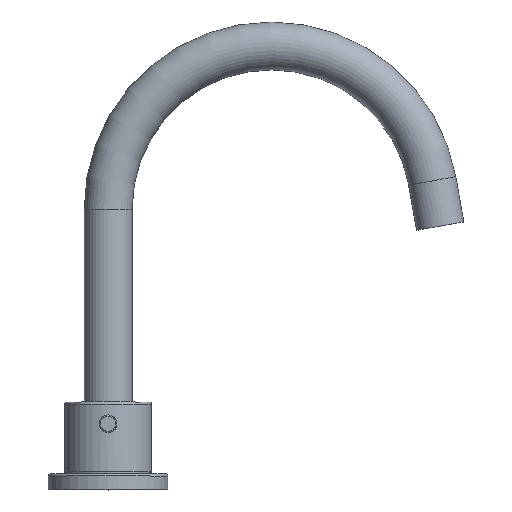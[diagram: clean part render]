
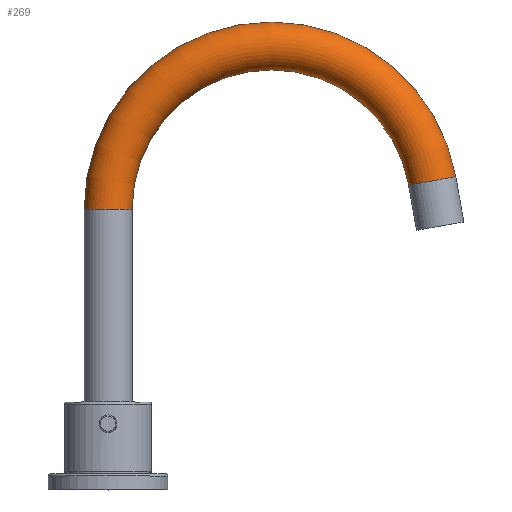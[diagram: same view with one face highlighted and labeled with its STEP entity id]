
A CAD part, top view. The second image highlights one B-rep face of the part: STEP entity #269.
In plain terms, the highlighted toroidal (fillet/blend) face has major radius 1905 mm and minor radius 279.4 mm.
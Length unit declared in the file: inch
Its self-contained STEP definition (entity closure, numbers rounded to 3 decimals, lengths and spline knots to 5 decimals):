
#68=CARTESIAN_POINT('',(0.,128.75,0.));
#69=DIRECTION('',(0.,-1.,0.));
#70=DIRECTION('',(1.,0.,0.));
#71=AXIS2_PLACEMENT_3D('',#68,#69,#70);
#77=CARTESIAN_POINT('',(148.86058,141.77361,0.));
#78=DIRECTION('',(-0.174,0.985,0.));
#79=DIRECTION('',(-0.985,-0.174,0.));
#80=AXIS2_PLACEMENT_3D('',#77,#78,#79);
#82=CARTESIAN_POINT('',(75.,128.75,0.));
#83=DIRECTION('',(0.,0.,1.));
#84=DIRECTION('',(0.985,0.174,0.));
#85=AXIS2_PLACEMENT_3D('',#82,#83,#84);
#110=CARTESIAN_POINT('',(75.,128.75,0.));
#111=DIRECTION('',(0.,0.,1.));
#112=DIRECTION('',(0.985,0.174,0.));
#113=AXIS2_PLACEMENT_3D('',#110,#111,#112);
#131=CARTESIAN_POINT('',(138.0277,139.86348,0.));
#132=CARTESIAN_POINT('',(159.69347,143.68374,0.));
#133=VERTEX_POINT('',#131);
#134=VERTEX_POINT('',#132);
#135=CARTESIAN_POINT('',(11.,128.75,0.));
#136=CARTESIAN_POINT('',(-11.,128.75,0.));
#137=VERTEX_POINT('',#135);
#138=VERTEX_POINT('',#136);
#255=CARTESIAN_POINT('',(75.,128.75,0.));
#256=DIRECTION('',(0.,0.,1.));
#257=DIRECTION('',(-0.985,-0.174,0.));
#258=AXIS2_PLACEMENT_3D('',#255,#256,#257);
#259=TOROIDAL_SURFACE('',#258,75.,11.);
#261=ORIENTED_EDGE('',*,*,#260,.F.);
#263=ORIENTED_EDGE('',*,*,#262,.T.);
#264=ORIENTED_EDGE('',*,*,#249,.T.);
#266=ORIENTED_EDGE('',*,*,#265,.F.);
#267=EDGE_LOOP('',(#261,#263,#264,#266));
#268=FACE_OUTER_BOUND('',#267,.F.);
#269=ADVANCED_FACE('',(#268),#259,.T.);
#72=CIRCLE('',#71,11.);
#81=CIRCLE('',#80,11.);
#86=CIRCLE('',#85,64.);
#114=CIRCLE('',#113,86.);
#249=EDGE_CURVE('',#137,#138,#72,.T.);
#260=EDGE_CURVE('',#133,#134,#81,.T.);
#262=EDGE_CURVE('',#133,#137,#86,.T.);
#265=EDGE_CURVE('',#134,#138,#114,.T.);
